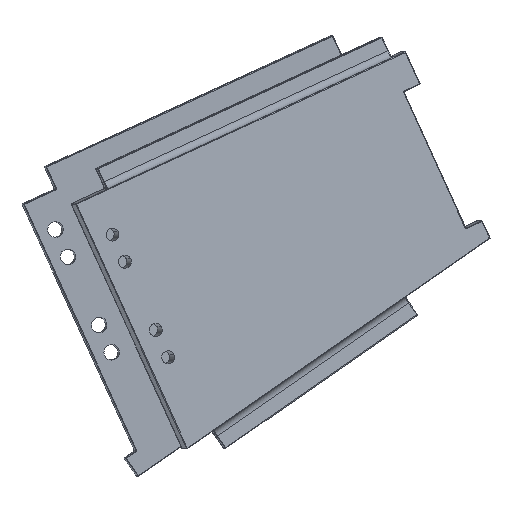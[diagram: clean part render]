
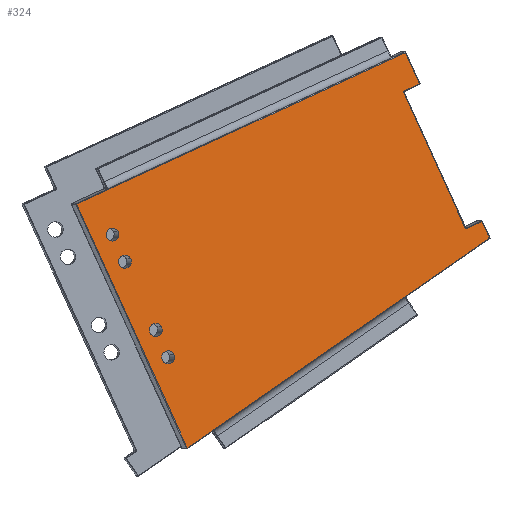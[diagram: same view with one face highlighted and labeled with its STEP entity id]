
A CAD part, front view. The second image highlights one B-rep face of the part: STEP entity #324.
In plain terms, the highlighted face is planar.
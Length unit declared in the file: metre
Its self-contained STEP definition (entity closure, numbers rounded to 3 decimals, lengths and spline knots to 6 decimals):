
#324=ADVANCED_FACE('0:1017766',(#854,#855,#856,#857,#858),#859,.T.);
#854=FACE_OUTER_BOUND('',#2229,.T.);
#855=FACE_BOUND('',#2230,.T.);
#856=FACE_BOUND('',#2231,.T.);
#857=FACE_BOUND('',#2232,.T.);
#858=FACE_BOUND('',#2233,.T.);
#859=PLANE('',#2234);
#2229=EDGE_LOOP('',(#4063,#4064,#4065,#4066,#4067,#4068,#4069,#4070,#4071,#4072));
#2230=EDGE_LOOP('',(#4073,#4074));
#2231=EDGE_LOOP('',(#4075,#4076));
#2232=EDGE_LOOP('',(#4077,#4078));
#2233=EDGE_LOOP('',(#4079,#4080));
#2234=AXIS2_PLACEMENT_3D('',#4081,#4082,#4083);
#4063=ORIENTED_EDGE('',*,*,#7016,.F.);
#4064=ORIENTED_EDGE('',*,*,#7017,.F.);
#4065=ORIENTED_EDGE('',*,*,#7018,.F.);
#4066=ORIENTED_EDGE('',*,*,#7019,.F.);
#4067=ORIENTED_EDGE('',*,*,#7020,.F.);
#4068=ORIENTED_EDGE('',*,*,#7021,.F.);
#4069=ORIENTED_EDGE('',*,*,#7022,.F.);
#4070=ORIENTED_EDGE('',*,*,#7023,.F.);
#4071=ORIENTED_EDGE('',*,*,#7024,.F.);
#4072=ORIENTED_EDGE('',*,*,#7025,.F.);
#4073=ORIENTED_EDGE('',*,*,#6901,.F.);
#4074=ORIENTED_EDGE('',*,*,#6897,.F.);
#4075=ORIENTED_EDGE('',*,*,#6893,.F.);
#4076=ORIENTED_EDGE('',*,*,#6903,.F.);
#4077=ORIENTED_EDGE('',*,*,#6889,.F.);
#4078=ORIENTED_EDGE('',*,*,#6905,.F.);
#4079=ORIENTED_EDGE('',*,*,#6885,.F.);
#4080=ORIENTED_EDGE('',*,*,#6907,.F.);
#4081=CARTESIAN_POINT('',(8.279825,-0.336481,-1.582968));
#4082=DIRECTION('',(0.044,0.999,0.));
#4083=DIRECTION('',(0.,0.0,-1.0));
#6885=EDGE_CURVE('0:1017975',#7832,#7835,#7836,.T.);
#6889=EDGE_CURVE('0:1017969',#7840,#7843,#7844,.T.);
#6893=EDGE_CURVE('0:1017963',#7848,#7851,#7852,.T.);
#6897=EDGE_CURVE('0:1017957',#7856,#7859,#7860,.T.);
#6901=EDGE_CURVE('0:1017957',#7859,#7856,#7865,.T.);
#6903=EDGE_CURVE('0:1017963',#7851,#7848,#7867,.T.);
#6905=EDGE_CURVE('0:1017969',#7843,#7840,#7869,.T.);
#6907=EDGE_CURVE('0:1017975',#7835,#7832,#7871,.T.);
#7016=EDGE_CURVE('0:1018302',#8046,#8047,#8048,.T.);
#7017=EDGE_CURVE('0:1018305',#8049,#8046,#8050,.T.);
#7018=EDGE_CURVE('0:1018308',#8051,#8049,#8052,.F.);
#7019=EDGE_CURVE('0:1018311',#8053,#8051,#8054,.F.);
#7020=EDGE_CURVE('0:1018314',#8055,#8053,#8056,.T.);
#7021=EDGE_CURVE('0:1018317',#8057,#8055,#8058,.T.);
#7022=EDGE_CURVE('0:1018320',#8059,#8057,#8060,.T.);
#7023=EDGE_CURVE('0:1018323',#8061,#8059,#8062,.T.);
#7024=EDGE_CURVE('0:1018326',#8063,#8061,#8064,.T.);
#7025=EDGE_CURVE('0:1018329',#8047,#8063,#8065,.T.);
#7832=VERTEX_POINT('',#9288);
#7835=VERTEX_POINT('',#9292);
#7836=CIRCLE('',#9293,0.008647);
#7840=VERTEX_POINT('',#9298);
#7843=VERTEX_POINT('',#9302);
#7844=CIRCLE('',#9303,0.008647);
#7848=VERTEX_POINT('',#9308);
#7851=VERTEX_POINT('',#9312);
#7852=CIRCLE('',#9313,0.008647);
#7856=VERTEX_POINT('',#9318);
#7859=VERTEX_POINT('',#9322);
#7860=CIRCLE('',#9323,0.008647);
#7865=CIRCLE('',#9329,0.008647);
#7867=CIRCLE('',#9331,0.008647);
#7869=CIRCLE('',#9333,0.008647);
#7871=CIRCLE('',#9335,0.008647);
#8046=VERTEX_POINT('',#9756);
#8047=VERTEX_POINT('',#9757);
#8048=LINE('',#9758,#9759);
#8049=VERTEX_POINT('',#9760);
#8050=LINE('',#9761,#9762);
#8051=VERTEX_POINT('',#9763);
#8052=LINE('',#9764,#9765);
#8053=VERTEX_POINT('',#9766);
#8054=LINE('',#9767,#9768);
#8055=VERTEX_POINT('',#9769);
#8056=LINE('',#9770,#9771);
#8057=VERTEX_POINT('',#9772);
#8058=LINE('',#9773,#9774);
#8059=VERTEX_POINT('',#9775);
#8060=CIRCLE('',#9776,0.003);
#8061=VERTEX_POINT('',#9777);
#8062=LINE('',#9778,#9779);
#8063=VERTEX_POINT('',#9780);
#8064=CIRCLE('',#9781,0.003);
#8065=LINE('',#9782,#9783);
#9288=CARTESIAN_POINT('',(8.798573,-0.35913,-1.942844));
#9292=CARTESIAN_POINT('',(8.783411,-0.358468,-1.934553));
#9293=AXIS2_PLACEMENT_3D('',#11661,#11662,#11663);
#9298=CARTESIAN_POINT('',(8.815199,-0.359856,-1.90647));
#9302=CARTESIAN_POINT('',(8.800036,-0.359194,-1.898179));
#9303=AXIS2_PLACEMENT_3D('',#11669,#11670,#11671);
#9308=CARTESIAN_POINT('',(8.856763,-0.361671,-1.815535));
#9312=CARTESIAN_POINT('',(8.8416,-0.361009,-1.807244));
#9313=AXIS2_PLACEMENT_3D('',#11677,#11678,#11679);
#9318=CARTESIAN_POINT('',(8.873388,-0.362397,-1.779162));
#9322=CARTESIAN_POINT('',(8.858226,-0.361735,-1.77087));
#9323=AXIS2_PLACEMENT_3D('',#11685,#11686,#11687);
#9329=AXIS2_PLACEMENT_3D('',#11695,#11696,#11697);
#9331=AXIS2_PLACEMENT_3D('',#11701,#11702,#11703);
#9333=AXIS2_PLACEMENT_3D('',#11707,#11708,#11709);
#9335=AXIS2_PLACEMENT_3D('',#11713,#11714,#11715);
#9756=CARTESIAN_POINT('',(8.472462,-0.344892,-1.532316));
#9757=CARTESIAN_POINT('',(8.453427,-0.344061,-1.573961));
#9758=CARTESIAN_POINT('',(8.462945,-0.344476,-1.553139));
#9759=VECTOR('',#11899,0.001);
#9760=CARTESIAN_POINT('',(8.913985,-0.364169,-1.73451));
#9761=CARTESIAN_POINT('',(8.693224,-0.354531,-1.633413));
#9762=VECTOR('',#11900,0.001);
#9763=CARTESIAN_POINT('',(8.765314,-0.357678,-2.059775));
#9764=CARTESIAN_POINT('',(8.83965,-0.360924,-1.897142));
#9765=VECTOR('',#11901,0.001);
#9766=CARTESIAN_POINT('',(8.35941,-0.339956,-1.779655));
#9767=CARTESIAN_POINT('',(8.562362,-0.348817,-1.919715));
#9768=VECTOR('',#11902,0.001);
#9769=CARTESIAN_POINT('',(8.369385,-0.340391,-1.757832));
#9770=CARTESIAN_POINT('',(8.364397,-0.340174,-1.768743));
#9771=VECTOR('',#11903,0.001);
#9772=CARTESIAN_POINT('',(8.388463,-0.341224,-1.766568));
#9773=CARTESIAN_POINT('',(8.378924,-0.340808,-1.7622));
#9774=VECTOR('',#11904,0.001);
#9775=CARTESIAN_POINT('',(8.392435,-0.341398,-1.765088));
#9776=AXIS2_PLACEMENT_3D('',#11905,#11906,#11907);
#9777=CARTESIAN_POINT('',(8.473984,-0.344958,-1.586674));
#9778=CARTESIAN_POINT('',(8.43321,-0.343178,-1.675881));
#9779=VECTOR('',#11908,0.001);
#9780=CARTESIAN_POINT('',(8.472505,-0.344894,-1.582698));
#9781=AXIS2_PLACEMENT_3D('',#11909,#11910,#11911);
#9782=CARTESIAN_POINT('',(8.462966,-0.344477,-1.57833));
#9783=VECTOR('',#11912,0.001);
#11661=CARTESIAN_POINT('',(8.790992,-0.358799,-1.938699));
#11662=DIRECTION('',(0.044,0.999,0.0));
#11663=DIRECTION('',(0.999,-0.044,0.0));
#11669=CARTESIAN_POINT('',(8.807618,-0.359525,-1.902325));
#11670=DIRECTION('',(0.044,0.999,0.0));
#11671=DIRECTION('',(0.999,-0.044,0.0));
#11677=CARTESIAN_POINT('',(8.849182,-0.36134,-1.81139));
#11678=DIRECTION('',(0.044,0.999,0.0));
#11679=DIRECTION('',(0.999,-0.044,0.0));
#11685=CARTESIAN_POINT('',(8.865807,-0.362066,-1.775016));
#11686=DIRECTION('',(0.044,0.999,0.0));
#11687=DIRECTION('',(0.999,-0.044,0.0));
#11695=CARTESIAN_POINT('',(8.865807,-0.362066,-1.775016));
#11696=DIRECTION('',(0.044,0.999,0.0));
#11697=DIRECTION('',(0.999,-0.044,0.0));
#11701=CARTESIAN_POINT('',(8.849182,-0.36134,-1.81139));
#11702=DIRECTION('',(0.044,0.999,0.0));
#11703=DIRECTION('',(0.999,-0.044,0.0));
#11707=CARTESIAN_POINT('',(8.807618,-0.359525,-1.902325));
#11708=DIRECTION('',(0.044,0.999,0.0));
#11709=DIRECTION('',(0.999,-0.044,0.0));
#11713=CARTESIAN_POINT('',(8.790992,-0.358799,-1.938699));
#11714=DIRECTION('',(0.044,0.999,0.0));
#11715=DIRECTION('',(0.999,-0.044,0.0));
#11899=DIRECTION('',(-0.416,0.018,-0.909));
#11900=DIRECTION('',(-0.908,0.04,0.416));
#11901=DIRECTION('',(-0.416,0.018,-0.909));
#11902=DIRECTION('',(-0.823,0.036,0.568));
#11903=DIRECTION('',(-0.416,0.018,-0.909));
#11904=DIRECTION('',(-0.908,0.04,0.416));
#11905=CARTESIAN_POINT('',(8.38971,-0.341279,-1.76384));
#11906=DIRECTION('',(0.044,0.999,0.));
#11907=DIRECTION('',(0.999,-0.044,0.));
#11908=DIRECTION('',(-0.416,0.018,-0.909));
#11909=CARTESIAN_POINT('',(8.471259,-0.344839,-1.585426));
#11910=DIRECTION('',(0.044,0.999,0.));
#11911=DIRECTION('',(0.999,-0.044,0.));
#11912=DIRECTION('',(0.908,-0.04,-0.416));
